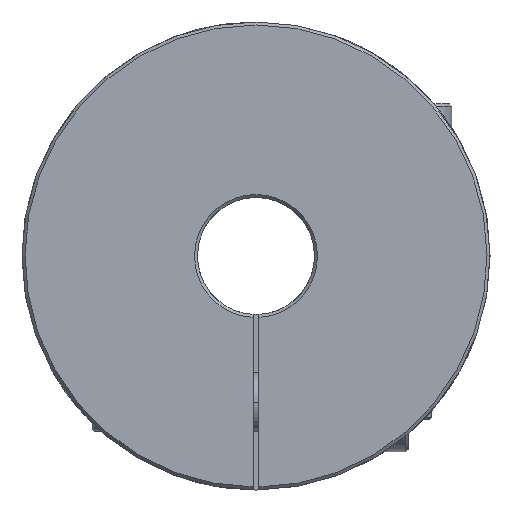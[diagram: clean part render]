
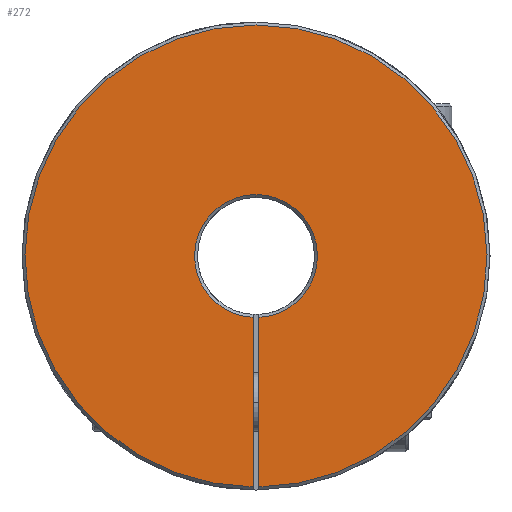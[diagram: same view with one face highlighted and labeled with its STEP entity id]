
A CAD part, left-side view. The second image highlights one B-rep face of the part: STEP entity #272.
In plain terms, the highlighted planar face has unit normal (-1, 0, 0).
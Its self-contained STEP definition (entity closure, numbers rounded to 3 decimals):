
#99 = EDGE_CURVE ( 'NONE', #333, #332, #1897, .T. ) ;
#171 = EDGE_CURVE ( 'NONE', #332, #373, #1989, .T. ) ;
#175 = EDGE_CURVE ( 'NONE', #374, #333, #1986, .T. ) ;
#180 = EDGE_CURVE ( 'NONE', #372, #374, #2003, .T. ) ;
#181 = EDGE_CURVE ( 'NONE', #372, #373, #1990, .T. ) ;
#272 = ADVANCED_FACE ( 'NONE', ( #3082 ), #3285, .F. ) ;
#332 = VERTEX_POINT ( 'NONE', #3442 ) ;
#333 = VERTEX_POINT ( 'NONE', #3443 ) ;
#372 = VERTEX_POINT ( 'NONE', #3482 ) ;
#373 = VERTEX_POINT ( 'NONE', #3483 ) ;
#374 = VERTEX_POINT ( 'NONE', #3484 ) ;
#611 = EDGE_LOOP ( 'NONE', ( #1078, #1079, #1080, #1081, #1082 ) ) ;
#965 = AXIS2_PLACEMENT_3D ( 'NONE', #2108, #2115, #2116 ) ;
#1078 = ORIENTED_EDGE ( 'NONE', *, *, #181, .F. ) ;
#1079 = ORIENTED_EDGE ( 'NONE', *, *, #180, .T. ) ;
#1080 = ORIENTED_EDGE ( 'NONE', *, *, #175, .T. ) ;
#1081 = ORIENTED_EDGE ( 'NONE', *, *, #99, .T. ) ;
#1082 = ORIENTED_EDGE ( 'NONE', *, *, #171, .T. ) ;
#1897 = CIRCLE ( 'NONE', #965, 5.254 ) ;
#1986 = LINE ( 'NONE', #2732, #1992 ) ;
#1989 = CIRCLE ( 'NONE', #2385, 5.254 ) ;
#1990 = LINE ( 'NONE', #2748, #2001 ) ;
#1992 = VECTOR ( 'NONE', #2733, 1000. ) ;
#2001 = VECTOR ( 'NONE', #2749, 1000. ) ;
#2003 = CIRCLE ( 'NONE', #2390, 19.746 ) ;
#2108 = CARTESIAN_POINT ( 'NONE',  ( -31., 0., 0. ) ) ;
#2115 = DIRECTION ( 'NONE',  ( 1., 0., 0. ) ) ;
#2116 = DIRECTION ( 'NONE',  ( 0., 0., -1. ) ) ;
#2385 = AXIS2_PLACEMENT_3D ( 'NONE', #2671, #2721, #2722 ) ;
#2390 = AXIS2_PLACEMENT_3D ( 'NONE', #2741, #2746, #2747 ) ;
#2470 = AXIS2_PLACEMENT_3D ( 'NONE', #3281, #3288, #3289 ) ;
#2671 = CARTESIAN_POINT ( 'NONE',  ( -31., 0., 0. ) ) ;
#2721 = DIRECTION ( 'NONE',  ( 1., 0., 0. ) ) ;
#2722 = DIRECTION ( 'NONE',  ( 0., 0., -1. ) ) ;
#2732 = CARTESIAN_POINT ( 'NONE',  ( -31., 0.25, -20. ) ) ;
#2733 = DIRECTION ( 'NONE',  ( 0., 0., 1. ) ) ;
#2741 = CARTESIAN_POINT ( 'NONE',  ( -31., 0., 0. ) ) ;
#2746 = DIRECTION ( 'NONE',  ( -1., 0., 0. ) ) ;
#2747 = DIRECTION ( 'NONE',  ( 0., 0., -1. ) ) ;
#2748 = CARTESIAN_POINT ( 'NONE',  ( -31., -0.25, -20. ) ) ;
#2749 = DIRECTION ( 'NONE',  ( 0., 0., 1. ) ) ;
#3082 = FACE_OUTER_BOUND ( 'NONE', #611, .T. ) ;
#3281 = CARTESIAN_POINT ( 'NONE',  ( -31., 0., 0. ) ) ;
#3285 = PLANE ( 'NONE',  #2470 ) ;
#3288 = DIRECTION ( 'NONE',  ( 1., 0., 0. ) ) ;
#3289 = DIRECTION ( 'NONE',  ( 0., 0., -1. ) ) ;
#3442 = CARTESIAN_POINT ( 'NONE',  ( -31., 0., 5.254 ) ) ;
#3443 = CARTESIAN_POINT ( 'NONE',  ( -31., 0.25, -5.248 ) ) ;
#3482 = CARTESIAN_POINT ( 'NONE',  ( -31., -0.25, -19.744 ) ) ;
#3483 = CARTESIAN_POINT ( 'NONE',  ( -31., -0.25, -5.248 ) ) ;
#3484 = CARTESIAN_POINT ( 'NONE',  ( -31., 0.25, -19.744 ) ) ;
